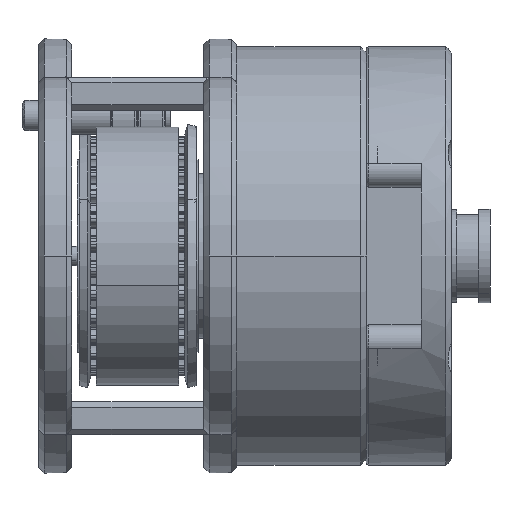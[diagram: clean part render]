
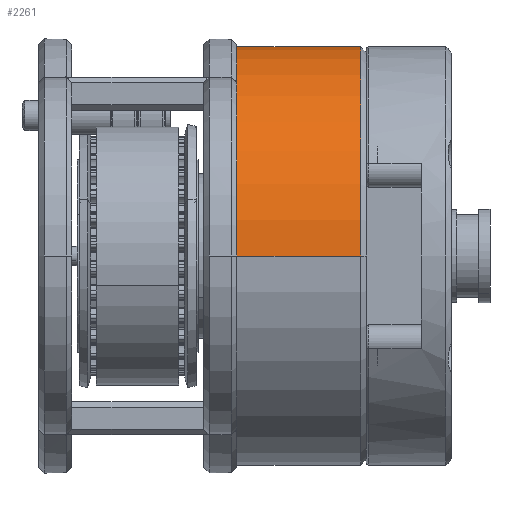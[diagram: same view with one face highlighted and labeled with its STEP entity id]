
A CAD part, left-side view. The second image highlights one B-rep face of the part: STEP entity #2261.
In plain terms, the highlighted cylindrical face has radius 38 mm (diameter 76 mm), a partial arc.
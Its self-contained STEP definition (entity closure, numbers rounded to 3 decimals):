
#2261 = ADVANCED_FACE ( 'NONE', ( #16829 ), #33298, .T. ) ;
#3458 = DIRECTION ( 'NONE',  ( -1., 0., 0. ) ) ;
#3648 = DIRECTION ( 'NONE',  ( 0., 1., 0. ) ) ;
#4009 = EDGE_CURVE ( 'NONE', #38984, #40210, #49218, .T. ) ;
#5556 = EDGE_CURVE ( 'NONE', #40210, #36645, #7295, .T. ) ;
#7295 = LINE ( 'NONE', #15823, #24312 ) ;
#7555 = DIRECTION ( 'NONE',  ( 1., 0., 0. ) ) ;
#8510 = ORIENTED_EDGE ( 'NONE', *, *, #42618, .T. ) ;
#10643 = DIRECTION ( 'NONE',  ( 0., 0., -1. ) ) ;
#11175 = CARTESIAN_POINT ( 'NONE',  ( 755.999, 371.025, 0. ) ) ;
#12171 = DIRECTION ( 'NONE',  ( -1., 0., 0. ) ) ;
#13608 = DIRECTION ( 'NONE',  ( 0., 0., -1. ) ) ;
#15823 = CARTESIAN_POINT ( 'NONE',  ( 744.749, 371.025, 38. ) ) ;
#16829 = FACE_OUTER_BOUND ( 'NONE', #49289, .T. ) ;
#17536 = VECTOR ( 'NONE', #29077, 1000. ) ;
#21615 = CARTESIAN_POINT ( 'NONE',  ( 744.749, 371.025, -38. ) ) ;
#24312 = VECTOR ( 'NONE', #7555, 1000. ) ;
#24539 = CIRCLE ( 'NONE', #44896, 38. ) ;
#25781 = CARTESIAN_POINT ( 'NONE',  ( 733.499, 371.025, -38. ) ) ;
#26297 = AXIS2_PLACEMENT_3D ( 'NONE', #40079, #12171, #3648 ) ;
#29077 = DIRECTION ( 'NONE',  ( 1., 0., 0. ) ) ;
#29435 = ORIENTED_EDGE ( 'NONE', *, *, #40897, .T. ) ;
#33298 = CYLINDRICAL_SURFACE ( 'NONE', #35533, 38. ) ;
#33564 = CARTESIAN_POINT ( 'NONE',  ( 744.749, 371.025, 0. ) ) ;
#34679 = VERTEX_POINT ( 'NONE', #50162 ) ;
#35533 = AXIS2_PLACEMENT_3D ( 'NONE', #33564, #45752, #13608 ) ;
#35819 = CARTESIAN_POINT ( 'NONE',  ( 733.499, 371.025, 38. ) ) ;
#36645 = VERTEX_POINT ( 'NONE', #41785 ) ;
#38984 = VERTEX_POINT ( 'NONE', #25781 ) ;
#40079 = CARTESIAN_POINT ( 'NONE',  ( 733.499, 371.025, 0. ) ) ;
#40210 = VERTEX_POINT ( 'NONE', #35819 ) ;
#40560 = ORIENTED_EDGE ( 'NONE', *, *, #5556, .F. ) ;
#40897 = EDGE_CURVE ( 'NONE', #34679, #36645, #24539, .T. ) ;
#41785 = CARTESIAN_POINT ( 'NONE',  ( 755.999, 371.025, 38. ) ) ;
#41820 = LINE ( 'NONE', #21615, #17536 ) ;
#42618 = EDGE_CURVE ( 'NONE', #38984, #34679, #41820, .T. ) ;
#44896 = AXIS2_PLACEMENT_3D ( 'NONE', #11175, #3458, #10643 ) ;
#45752 = DIRECTION ( 'NONE',  ( 1., 0., 0. ) ) ;
#49218 = CIRCLE ( 'NONE', #26297, 38. ) ;
#49289 = EDGE_LOOP ( 'NONE', ( #40560, #50117, #8510, #29435 ) ) ;
#50117 = ORIENTED_EDGE ( 'NONE', *, *, #4009, .F. ) ;
#50162 = CARTESIAN_POINT ( 'NONE',  ( 755.999, 371.025, -38. ) ) ;
